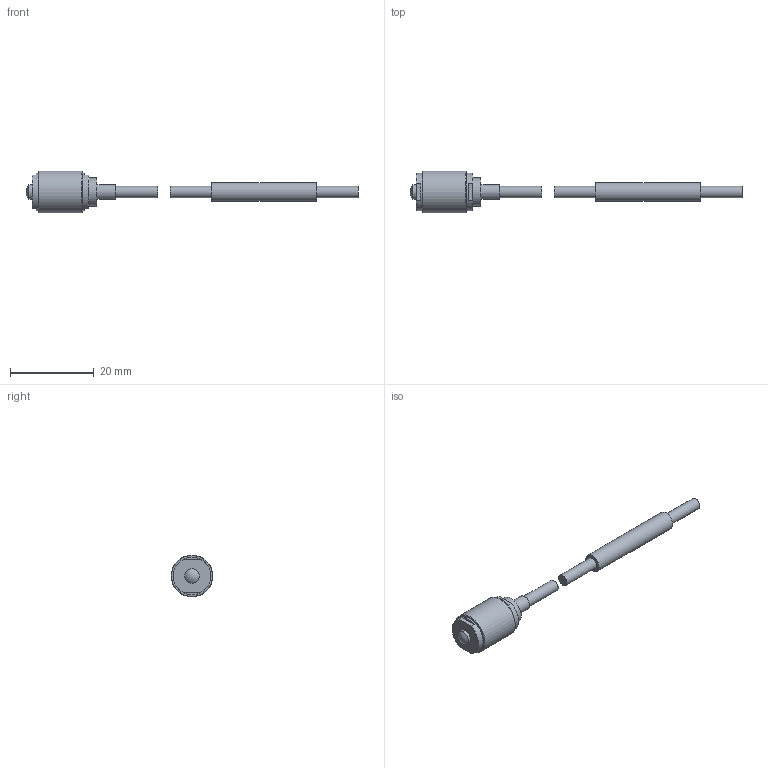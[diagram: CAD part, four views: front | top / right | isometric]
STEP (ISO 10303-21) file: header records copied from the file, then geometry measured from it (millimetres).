
FILE_DESCRIPTION (( 'STEP AP214' ), '1' );
FILE_NAME ('CSM105CA-L.STEP', '2019-05-23T19:25:02', ( '' ), ( '' ), 'SwSTEP 2.0', 'SolidWorks 2018', '' );
FILE_SCHEMA (( 'AUTOMOTIVE_DESIGN' ));
Length unit declared in the file: inch
Products named in the file (1): CSM105CA-L
Bounding box: 79.48 x 10 x 10 mm (x, y, z)
Volume: 1718.9 mm3; surface area: 1318 mm2
Topology: 2 solids, 2 shells, 32 faces, 59 edges, 39 vertices
Faces by surface type: plane 19, cylinder 10, cone 2, sphere 1
Full cylindrical faces by diameter (mm): 2.8 x3, 3.5 x2, 4.5 x1, 6.8 x1, 9 x2, 10 x1
Entity records: 767 total; most frequent: DIRECTION 138, CARTESIAN_POINT 113, ORIENTED_EDGE 88, AXIS2_PLACEMENT_3D 61, EDGE_LOOP 52, EDGE_CURVE 44, FACE_OUTER_BOUND 42, VERTEX_POINT 36
